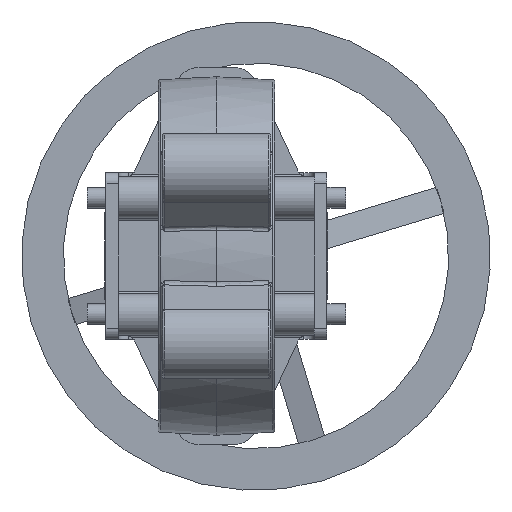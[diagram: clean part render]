
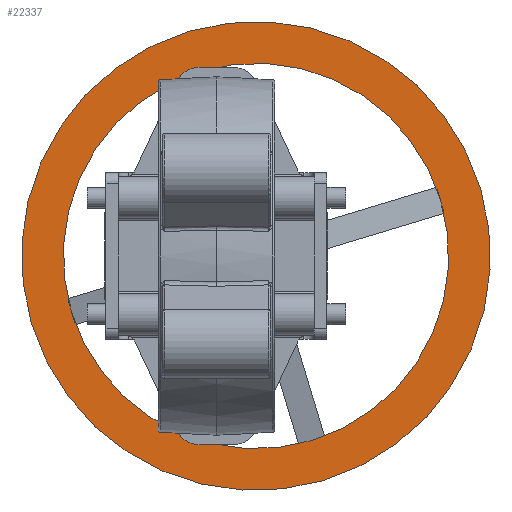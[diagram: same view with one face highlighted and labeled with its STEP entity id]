
A CAD part, front view. The second image highlights one B-rep face of the part: STEP entity #22337.
In plain terms, the highlighted face is planar.
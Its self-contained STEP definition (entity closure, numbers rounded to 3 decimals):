
#5816 = CARTESIAN_POINT ( 'NONE',  ( 0., 0., -112.5 ) ) ;
#5821 = DIRECTION ( 'NONE',  ( 0., 0., -1. ) ) ;
#5822 = DIRECTION ( 'NONE',  ( 1., 0., 0. ) ) ;
#5823 = CARTESIAN_POINT ( 'NONE',  ( 0., 0., 0. ) ) ;
#5824 = AXIS2_PLACEMENT_3D ( 'NONE', #5823, #5822, #5821 ) ;
#5825 = CIRCLE ( 'NONE', #5824, 112.5 ) ;
#6408 = DIRECTION ( 'NONE',  ( 0., 0., -1. ) ) ;
#6409 = DIRECTION ( 'NONE',  ( 1., 0., 0. ) ) ;
#6410 = CARTESIAN_POINT ( 'NONE',  ( 0., 0., 0. ) ) ;
#6411 = AXIS2_PLACEMENT_3D ( 'NONE', #6410, #6409, #6408 ) ;
#6412 = CIRCLE ( 'NONE', #6411, 92.5 ) ;
#6448 = CARTESIAN_POINT ( 'NONE',  ( 0., 0., -92.5 ) ) ;
#6449 = CARTESIAN_POINT ( 'NONE',  ( 0., 0., 92.5 ) ) ;
#6464 = CARTESIAN_POINT ( 'NONE',  ( 0., 0., 112.5 ) ) ;
#6772 = CIRCLE ( 'NONE', #6837, 92.5 ) ;
#6773 = DIRECTION ( 'NONE',  ( 0., 0., -1. ) ) ;
#6774 = DIRECTION ( 'NONE',  ( 1., 0., 0. ) ) ;
#6775 = CARTESIAN_POINT ( 'NONE',  ( 0., 0., 0. ) ) ;
#6776 = AXIS2_PLACEMENT_3D ( 'NONE', #6775, #6774, #6773 ) ;
#6777 = CIRCLE ( 'NONE', #6776, 112.5 ) ;
#6827 = DIRECTION ( 'NONE',  ( 0., 0., 1. ) ) ;
#6828 = DIRECTION ( 'NONE',  ( -1., 0., 0. ) ) ;
#6829 = CARTESIAN_POINT ( 'NONE',  ( 0., -92.5, 0. ) ) ;
#6830 = AXIS2_PLACEMENT_3D ( 'NONE', #6829, #6828, #6827 ) ;
#6831 = PLANE ( 'NONE',  #6830 ) ;
#6832 = FACE_OUTER_BOUND ( 'NONE', #22261, .T. ) ;
#6833 = FACE_BOUND ( 'NONE', #22335, .T. ) ;
#6834 = DIRECTION ( 'NONE',  ( 0., 0., -1. ) ) ;
#6835 = DIRECTION ( 'NONE',  ( 1., 0., 0. ) ) ;
#6836 = CARTESIAN_POINT ( 'NONE',  ( 0., 0., 0. ) ) ;
#6837 = AXIS2_PLACEMENT_3D ( 'NONE', #6836, #6835, #6834 ) ;
#21874 = EDGE_CURVE ( 'NONE', #21877, #22172, #5825, .T. ) ;
#21877 = VERTEX_POINT ( 'NONE', #5816 ) ;
#22148 = EDGE_CURVE ( 'NONE', #22155, #22156, #6412, .T. ) ;
#22155 = VERTEX_POINT ( 'NONE', #6449 ) ;
#22156 = VERTEX_POINT ( 'NONE', #6448 ) ;
#22172 = VERTEX_POINT ( 'NONE', #6464 ) ;
#22261 = EDGE_LOOP ( 'NONE', ( #22331, #22332 ) ) ;
#22331 = ORIENTED_EDGE ( 'NONE', *, *, #21874, .T. ) ;
#22332 = ORIENTED_EDGE ( 'NONE', *, *, #22333, .T. ) ;
#22333 = EDGE_CURVE ( 'NONE', #22172, #21877, #6777, .T. ) ;
#22334 = ORIENTED_EDGE ( 'NONE', *, *, #22148, .F. ) ;
#22335 = EDGE_LOOP ( 'NONE', ( #22334, #22338 ) ) ;
#22336 = EDGE_CURVE ( 'NONE', #22156, #22155, #6772, .T. ) ;
#22337 = ADVANCED_FACE ( 'NONE', ( #6833, #6832 ), #6831, .F. ) ;
#22338 = ORIENTED_EDGE ( 'NONE', *, *, #22336, .F. ) ;
